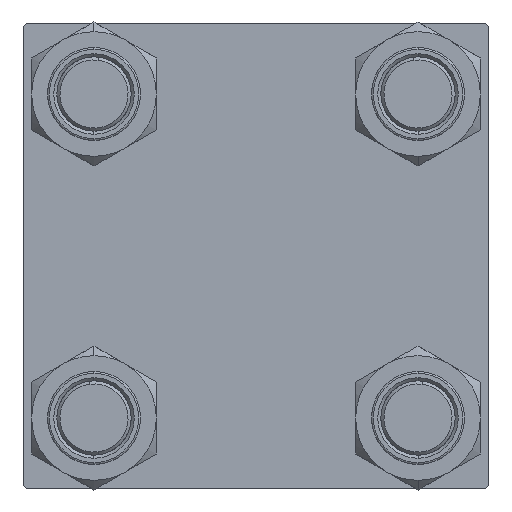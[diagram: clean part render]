
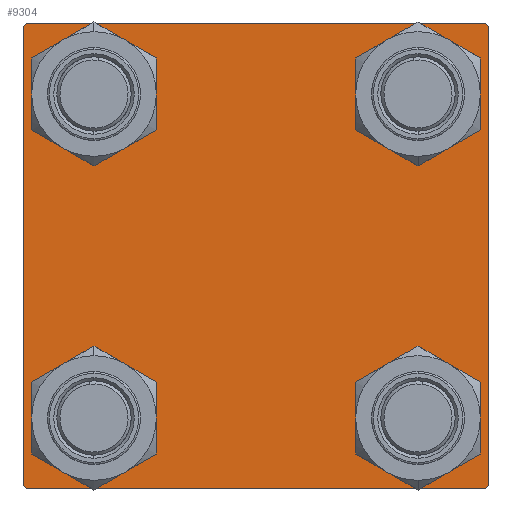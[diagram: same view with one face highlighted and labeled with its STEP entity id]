
A CAD part, left-side view. The second image highlights one B-rep face of the part: STEP entity #9304.
In plain terms, the highlighted planar face has unit normal (-1, 0, 0).
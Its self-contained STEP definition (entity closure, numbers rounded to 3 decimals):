
#655 = DIRECTION ( 'NONE',  ( 0., 0.707, 0.707 ) ) ;
#790 = CARTESIAN_POINT ( 'NONE',  ( 0., 37.5, 37.5 ) ) ;
#1119 = CARTESIAN_POINT ( 'NONE',  ( 0., -26.15, 32.65 ) ) ;
#1365 = VERTEX_POINT ( 'NONE', #37795 ) ;
#1663 = CARTESIAN_POINT ( 'NONE',  ( 0., -26.15, 19.65 ) ) ;
#2388 = LINE ( 'NONE', #17844, #15742 ) ;
#2504 = DIRECTION ( 'NONE',  ( -1., 0., 0. ) ) ;
#2710 = ORIENTED_EDGE ( 'NONE', *, *, #16001, .T. ) ;
#2765 = EDGE_LOOP ( 'NONE', ( #30231, #43761, #30213, #2710, #6833, #46678, #26701, #8595 ) ) ;
#3311 = DIRECTION ( 'NONE',  ( 0., 0., 1. ) ) ;
#3654 = CIRCLE ( 'NONE', #28758, 6.5 ) ;
#3783 = VECTOR ( 'NONE', #30177, 1000. ) ;
#4494 = ORIENTED_EDGE ( 'NONE', *, *, #39730, .T. ) ;
#5181 = AXIS2_PLACEMENT_3D ( 'NONE', #10104, #2504, #16980 ) ;
#5232 = VERTEX_POINT ( 'NONE', #12792 ) ;
#5587 = AXIS2_PLACEMENT_3D ( 'NONE', #15633, #31121, #11833 ) ;
#5649 = ORIENTED_EDGE ( 'NONE', *, *, #37032, .T. ) ;
#5993 = CARTESIAN_POINT ( 'NONE',  ( 0., 26.15, -32.65 ) ) ;
#6229 = DIRECTION ( 'NONE',  ( 1., 0., 0. ) ) ;
#6296 = PLANE ( 'NONE',  #5181 ) ;
#6779 = VERTEX_POINT ( 'NONE', #9733 ) ;
#6833 = ORIENTED_EDGE ( 'NONE', *, *, #35950, .F. ) ;
#7078 = LINE ( 'NONE', #34229, #3783 ) ;
#7212 = DIRECTION ( 'NONE',  ( 0., 0., -1. ) ) ;
#7602 = DIRECTION ( 'NONE',  ( 1., 0., 0. ) ) ;
#8017 = EDGE_CURVE ( 'NONE', #8059, #16311, #49692, .T. ) ;
#8059 = VERTEX_POINT ( 'NONE', #5993 ) ;
#8595 = ORIENTED_EDGE ( 'NONE', *, *, #37514, .T. ) ;
#8649 = LINE ( 'NONE', #40104, #44204 ) ;
#8665 = DIRECTION ( 'NONE',  ( 1., 0., 0. ) ) ;
#8763 = AXIS2_PLACEMENT_3D ( 'NONE', #45688, #7602, #3311 ) ;
#9304 = ADVANCED_FACE ( 'NONE', ( #29150, #33449, #47954, #17715, #32718 ), #6296, .T. ) ;
#9733 = CARTESIAN_POINT ( 'NONE',  ( 0., -26.15, -19.65 ) ) ;
#9814 = DIRECTION ( 'NONE',  ( 1., 0., 0. ) ) ;
#10050 = DIRECTION ( 'NONE',  ( 0., 0., 1. ) ) ;
#10104 = CARTESIAN_POINT ( 'NONE',  ( 0., 0., 0. ) ) ;
#10211 = VECTOR ( 'NONE', #13689, 1000. ) ;
#10799 = EDGE_CURVE ( 'NONE', #5232, #12848, #2388, .T. ) ;
#10885 = VERTEX_POINT ( 'NONE', #14034 ) ;
#11017 = AXIS2_PLACEMENT_3D ( 'NONE', #43442, #8665, #39131 ) ;
#11833 = DIRECTION ( 'NONE',  ( 0., 0., 1. ) ) ;
#12146 = EDGE_CURVE ( 'NONE', #16311, #8059, #3654, .T. ) ;
#12792 = CARTESIAN_POINT ( 'NONE',  ( 0., 37., -37.5 ) ) ;
#12814 = CIRCLE ( 'NONE', #8763, 6.5 ) ;
#12848 = VERTEX_POINT ( 'NONE', #41879 ) ;
#13318 = DIRECTION ( 'NONE',  ( 1., 0., 0. ) ) ;
#13394 = CARTESIAN_POINT ( 'NONE',  ( 0., 26.15, 19.65 ) ) ;
#13462 = EDGE_CURVE ( 'NONE', #1365, #5232, #44338, .T. ) ;
#13689 = DIRECTION ( 'NONE',  ( 0., -1., 0. ) ) ;
#14034 = CARTESIAN_POINT ( 'NONE',  ( 0., 37.5, 37. ) ) ;
#14322 = CARTESIAN_POINT ( 'NONE',  ( 0., 37.5, 37.5 ) ) ;
#15633 = CARTESIAN_POINT ( 'NONE',  ( 0., 26.15, 26.15 ) ) ;
#15742 = VECTOR ( 'NONE', #29034, 1000. ) ;
#16001 = EDGE_CURVE ( 'NONE', #12848, #32461, #8649, .T. ) ;
#16122 = CARTESIAN_POINT ( 'NONE',  ( 0., -26.15, -32.65 ) ) ;
#16166 = DIRECTION ( 'NONE',  ( 0., 0., 1. ) ) ;
#16311 = VERTEX_POINT ( 'NONE', #48575 ) ;
#16833 = ORIENTED_EDGE ( 'NONE', *, *, #8017, .T. ) ;
#16980 = DIRECTION ( 'NONE',  ( 0., 0., 1. ) ) ;
#17396 = DIRECTION ( 'NONE',  ( 0., -0.707, -0.707 ) ) ;
#17715 = FACE_BOUND ( 'NONE', #26244, .T. ) ;
#17844 = CARTESIAN_POINT ( 'NONE',  ( 0., 37.5, -37.5 ) ) ;
#18158 = LINE ( 'NONE', #28058, #33918 ) ;
#18879 = EDGE_CURVE ( 'NONE', #47149, #6779, #30472, .T. ) ;
#19884 = EDGE_CURVE ( 'NONE', #10885, #1365, #26507, .T. ) ;
#20084 = LINE ( 'NONE', #790, #10211 ) ;
#20799 = VECTOR ( 'NONE', #7212, 1000. ) ;
#21471 = CARTESIAN_POINT ( 'NONE',  ( 0., -37.5, 37.5 ) ) ;
#21969 = DIRECTION ( 'NONE',  ( 0., 0., 1. ) ) ;
#22232 = CARTESIAN_POINT ( 'NONE',  ( 0., 26.15, -26.15 ) ) ;
#23179 = EDGE_CURVE ( 'NONE', #6779, #47149, #12814, .T. ) ;
#23618 = EDGE_LOOP ( 'NONE', ( #39136, #16833 ) ) ;
#23909 = VERTEX_POINT ( 'NONE', #42911 ) ;
#25356 = EDGE_CURVE ( 'NONE', #35163, #23909, #18158, .T. ) ;
#26244 = EDGE_LOOP ( 'NONE', ( #28198, #29496 ) ) ;
#26439 = CIRCLE ( 'NONE', #33726, 6.5 ) ;
#26507 = LINE ( 'NONE', #14322, #20799 ) ;
#26701 = ORIENTED_EDGE ( 'NONE', *, *, #37314, .F. ) ;
#26839 = AXIS2_PLACEMENT_3D ( 'NONE', #28837, #6229, #21969 ) ;
#27831 = AXIS2_PLACEMENT_3D ( 'NONE', #22232, #9814, #10050 ) ;
#28058 = CARTESIAN_POINT ( 'NONE',  ( 0., -37.25, 37.25 ) ) ;
#28198 = ORIENTED_EDGE ( 'NONE', *, *, #49017, .T. ) ;
#28758 = AXIS2_PLACEMENT_3D ( 'NONE', #42891, #46691, #46434 ) ;
#28806 = DIRECTION ( 'NONE',  ( 0., 0., 1. ) ) ;
#28837 = CARTESIAN_POINT ( 'NONE',  ( 0., 26.15, 26.15 ) ) ;
#28879 = CARTESIAN_POINT ( 'NONE',  ( 0., -37.5, -37. ) ) ;
#29034 = DIRECTION ( 'NONE',  ( 0., -1., 0. ) ) ;
#29054 = CARTESIAN_POINT ( 'NONE',  ( 0., -26.15, 26.15 ) ) ;
#29150 = FACE_BOUND ( 'NONE', #35198, .T. ) ;
#29496 = ORIENTED_EDGE ( 'NONE', *, *, #43877, .T. ) ;
#30177 = DIRECTION ( 'NONE',  ( 0., 0.707, -0.707 ) ) ;
#30213 = ORIENTED_EDGE ( 'NONE', *, *, #10799, .T. ) ;
#30231 = ORIENTED_EDGE ( 'NONE', *, *, #19884, .T. ) ;
#30472 = CIRCLE ( 'NONE', #11017, 6.5 ) ;
#31121 = DIRECTION ( 'NONE',  ( 1., 0., 0. ) ) ;
#32345 = CARTESIAN_POINT ( 'NONE',  ( 0., -37.5, 37. ) ) ;
#32461 = VERTEX_POINT ( 'NONE', #28879 ) ;
#32718 = FACE_OUTER_BOUND ( 'NONE', #2765, .T. ) ;
#32904 = VECTOR ( 'NONE', #48864, 1000. ) ;
#33449 = FACE_BOUND ( 'NONE', #48257, .T. ) ;
#33726 = AXIS2_PLACEMENT_3D ( 'NONE', #29054, #13318, #28806 ) ;
#33869 = VERTEX_POINT ( 'NONE', #1119 ) ;
#33918 = VECTOR ( 'NONE', #655, 1000. ) ;
#34229 = CARTESIAN_POINT ( 'NONE',  ( 0., 37.25, 37.25 ) ) ;
#34962 = DIRECTION ( 'NONE',  ( 1., 0., 0. ) ) ;
#35163 = VERTEX_POINT ( 'NONE', #32345 ) ;
#35198 = EDGE_LOOP ( 'NONE', ( #5649, #4494 ) ) ;
#35658 = CARTESIAN_POINT ( 'NONE',  ( 0., 37., 37.5 ) ) ;
#35950 = EDGE_CURVE ( 'NONE', #35163, #32461, #45070, .T. ) ;
#36360 = VERTEX_POINT ( 'NONE', #47521 ) ;
#37032 = EDGE_CURVE ( 'NONE', #33869, #47206, #26439, .T. ) ;
#37314 = EDGE_CURVE ( 'NONE', #40187, #23909, #20084, .T. ) ;
#37514 = EDGE_CURVE ( 'NONE', #40187, #10885, #7078, .T. ) ;
#37795 = CARTESIAN_POINT ( 'NONE',  ( 0., 37.5, -37. ) ) ;
#38490 = VECTOR ( 'NONE', #17396, 1000. ) ;
#39030 = CIRCLE ( 'NONE', #26839, 6.5 ) ;
#39131 = DIRECTION ( 'NONE',  ( 0., 0., 1. ) ) ;
#39136 = ORIENTED_EDGE ( 'NONE', *, *, #12146, .T. ) ;
#39730 = EDGE_CURVE ( 'NONE', #47206, #33869, #43566, .T. ) ;
#39862 = DIRECTION ( 'NONE',  ( 0., -0.707, 0.707 ) ) ;
#40011 = ORIENTED_EDGE ( 'NONE', *, *, #18879, .T. ) ;
#40104 = CARTESIAN_POINT ( 'NONE',  ( 0., -37.25, -37.25 ) ) ;
#40187 = VERTEX_POINT ( 'NONE', #35658 ) ;
#41084 = ORIENTED_EDGE ( 'NONE', *, *, #23179, .T. ) ;
#41879 = CARTESIAN_POINT ( 'NONE',  ( 0., -37., -37.5 ) ) ;
#42891 = CARTESIAN_POINT ( 'NONE',  ( 0., 26.15, -26.15 ) ) ;
#42911 = CARTESIAN_POINT ( 'NONE',  ( 0., -37., 37.5 ) ) ;
#43442 = CARTESIAN_POINT ( 'NONE',  ( 0., -26.15, -26.15 ) ) ;
#43566 = CIRCLE ( 'NONE', #44402, 6.5 ) ;
#43674 = VERTEX_POINT ( 'NONE', #13394 ) ;
#43761 = ORIENTED_EDGE ( 'NONE', *, *, #13462, .T. ) ;
#43877 = EDGE_CURVE ( 'NONE', #43674, #36360, #46930, .T. ) ;
#44204 = VECTOR ( 'NONE', #39862, 1000. ) ;
#44338 = LINE ( 'NONE', #48859, #38490 ) ;
#44402 = AXIS2_PLACEMENT_3D ( 'NONE', #46638, #34962, #16166 ) ;
#45070 = LINE ( 'NONE', #21471, #32904 ) ;
#45688 = CARTESIAN_POINT ( 'NONE',  ( 0., -26.15, -26.15 ) ) ;
#46434 = DIRECTION ( 'NONE',  ( 0., 0., 1. ) ) ;
#46638 = CARTESIAN_POINT ( 'NONE',  ( 0., -26.15, 26.15 ) ) ;
#46678 = ORIENTED_EDGE ( 'NONE', *, *, #25356, .T. ) ;
#46691 = DIRECTION ( 'NONE',  ( 1., 0., 0. ) ) ;
#46930 = CIRCLE ( 'NONE', #5587, 6.5 ) ;
#47149 = VERTEX_POINT ( 'NONE', #16122 ) ;
#47206 = VERTEX_POINT ( 'NONE', #1663 ) ;
#47521 = CARTESIAN_POINT ( 'NONE',  ( 0., 26.15, 32.65 ) ) ;
#47954 = FACE_BOUND ( 'NONE', #23618, .T. ) ;
#48257 = EDGE_LOOP ( 'NONE', ( #41084, #40011 ) ) ;
#48575 = CARTESIAN_POINT ( 'NONE',  ( 0., 26.15, -19.65 ) ) ;
#48859 = CARTESIAN_POINT ( 'NONE',  ( 0., 37.25, -37.25 ) ) ;
#48864 = DIRECTION ( 'NONE',  ( 0., 0., -1. ) ) ;
#49017 = EDGE_CURVE ( 'NONE', #36360, #43674, #39030, .T. ) ;
#49692 = CIRCLE ( 'NONE', #27831, 6.5 ) ;
